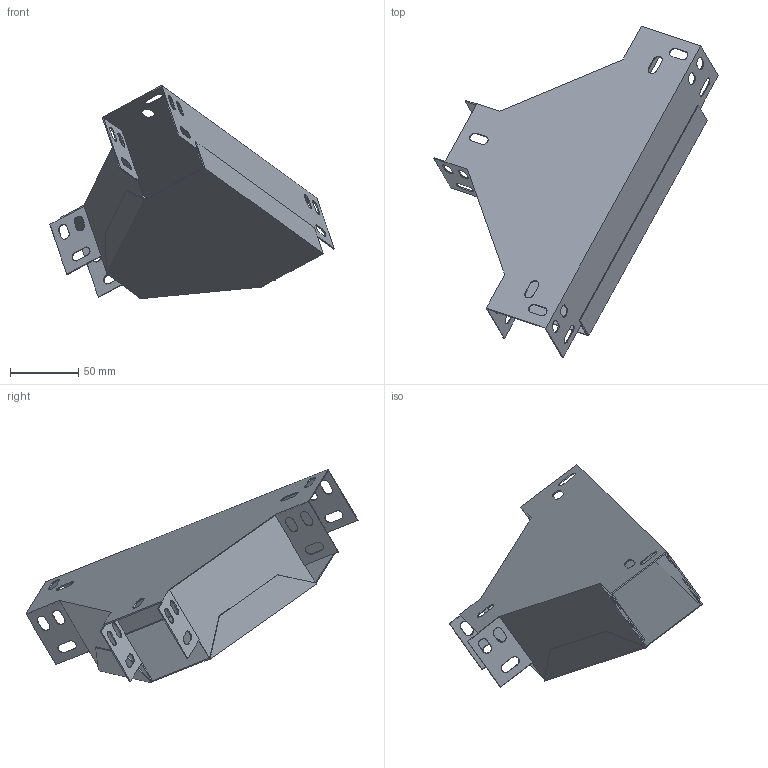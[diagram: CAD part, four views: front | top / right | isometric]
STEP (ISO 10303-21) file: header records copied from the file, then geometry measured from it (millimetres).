
FILE_DESCRIPTION (( 'STEP AP203' ), '1' );
FILE_NAME ('CLP1T-060-050 Ðàçâåòâèòåëü Ò-îáðàçíûé 60õ50.STEP', '2016-03-15T07:52:52', ( '' ), ( '' ), 'SwSTEP 2.0', 'SolidWorks 2014', '' );
FILE_SCHEMA (( 'CONFIG_CONTROL_DESIGN' ));
Length unit declared in the file: millimetre
Products named in the file (1): CLP1T-060-050 Ðàçâåòâèòåëü Ò-îáðàçíûé 60õ50
Bounding box: 208.43 x 243.25 x 156.46 mm (x, y, z)
Volume: 62018.6 mm3; surface area: 157069 mm2
Topology: 2 solids, 2 shells, 160 faces, 458 edges, 302 vertices
Faces by surface type: plane 114, cylinder 46
Entity records: 5361 total; most frequent: CARTESIAN_POINT 921, ORIENTED_EDGE 916, DIRECTION 872, EDGE_CURVE 458, VECTOR 366, LINE 366, VERTEX_POINT 302, AXIS2_PLACEMENT_3D 253
